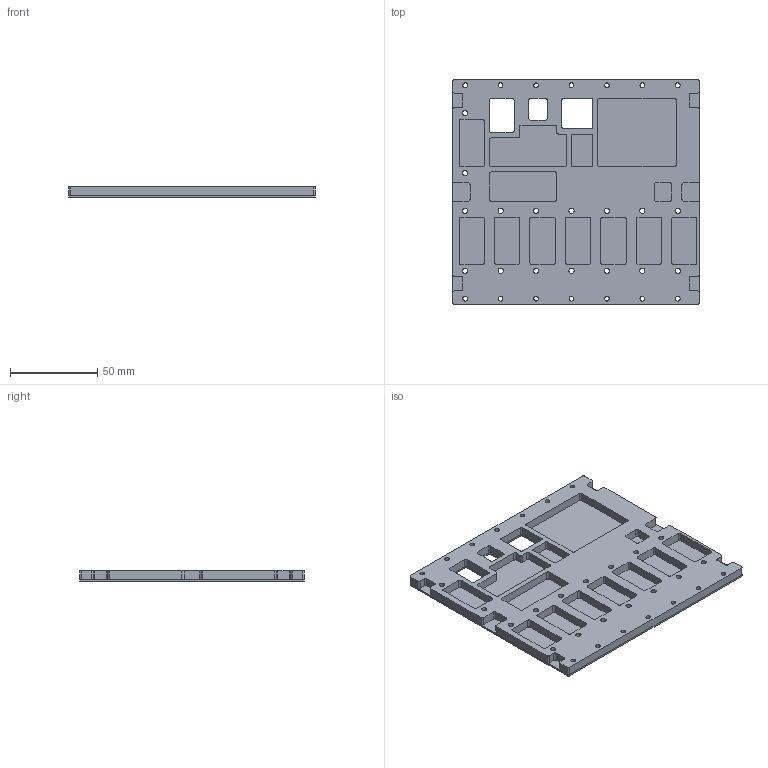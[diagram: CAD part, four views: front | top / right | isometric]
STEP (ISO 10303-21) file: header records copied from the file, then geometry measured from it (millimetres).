
FILE_DESCRIPTION(('CATIA V6 STEP','CAx-IF Rec.Pracs.--- Model Styling and Organization---1.5--- 2016-08-15','CAx-IF Rec.Pracs.---Supplemental Geometry---1.0---2011-11-01','CAx-IF Rec.Pracs.--- Composite Materials ---3.4---2017-06-13','CAx-IF Rec.Pracs.---Tessellated 3D Geometry---1.0---2015-12-17'),'2;1');
FILE_NAME('Backplane Cover.stp','2021-03-30T08:09:44+00:00',('none'),('none'),'3DEXPERIENCE Platform3DEXPERIENCE R2021x HotFix 4.5','3DEXPERIENCE Platform STEP AP242 v2','none');
FILE_SCHEMA(('AP242_MANAGED_MODEL_BASED_3D_ENGINEERING_MIM_LF {1 0 10303 442 1 1 4}'));
Length unit declared in the file: millimetre
Products named in the file (1): Backplane PCB
Bounding box: 141.5 x 129 x 6 mm (x, y, z)
Volume: 68321.7 mm3; surface area: 67161.8 mm2
Topology: 2 solids, 2 shells, 348 faces, 1032 edges, 688 vertices
Faces by surface type: cylinder 232, plane 116
Entity records: 11188 total; most frequent: ORIENTED_EDGE 2064, CARTESIAN_POINT 1986, DIRECTION 1496, EDGE_CURVE 1032, AXIS2_PLACEMENT_3D 708, VERTEX_POINT 688, VECTOR 546, LINE 546
